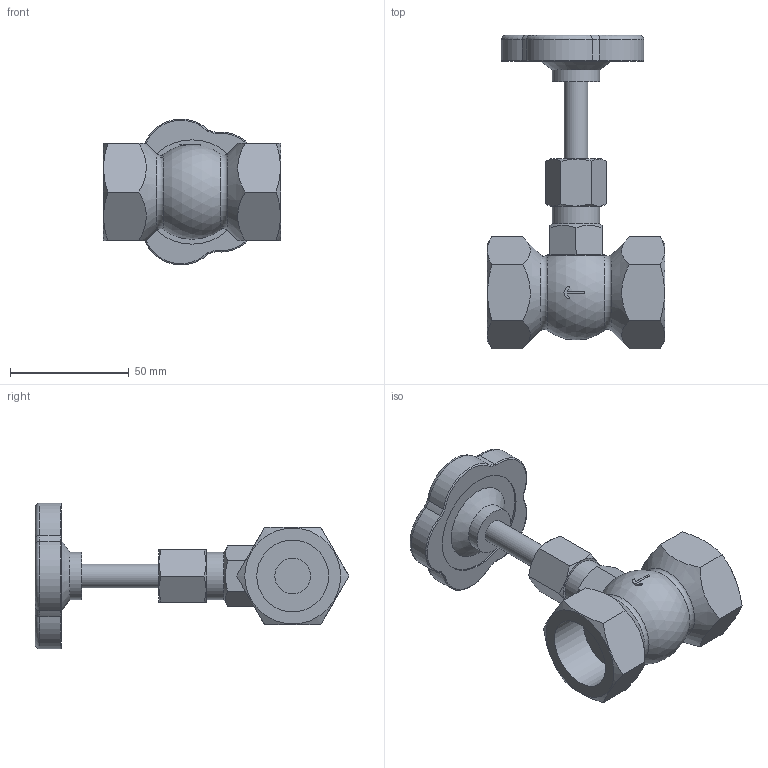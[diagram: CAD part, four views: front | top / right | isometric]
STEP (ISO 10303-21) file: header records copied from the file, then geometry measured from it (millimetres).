
FILE_DESCRIPTION( ( 'Unknown' ), '1' );
FILE_NAME( '10110081.stp', 'Unknown', ( 'Peter Nanko' ), ( 'Armaturen Arndt' ), 'PSStep 14.0', 'Solid Edge ST4', ' ' );
FILE_SCHEMA( ( 'AUTOMOTIVE_DESIGN { 1 0 10303 214 1 1 1 1 }' ) );
Length unit declared in the file: millimetre
Products named in the file (1): G110DN11081
Bounding box: 75 x 132.29 x 61.47 mm (x, y, z)
Volume: 109348.2 mm3; surface area: 29633.5 mm2
Topology: 1 solids, 1 shells, 152 faces, 357 edges, 222 vertices
Faces by surface type: plane 85, cylinder 26, torus 23, cone 17, sphere 1
Full cylindrical faces by diameter (mm): 6 x1, 10 x2, 10.5 x1, 15 x1, 20 x2, 23.8 x1, 25 x1, 30.291 x2, 44 x1
Entity records: 5984 total; most frequent: CARTESIAN_POINT 1556, DIRECTION 654, ORIENTED_EDGE 628, EDGE_CURVE 314, AXIS2_PLACEMENT_3D 273, VERTEX_POINT 207, EDGE_LOOP 195, FACE_OUTER_BOUND 167
